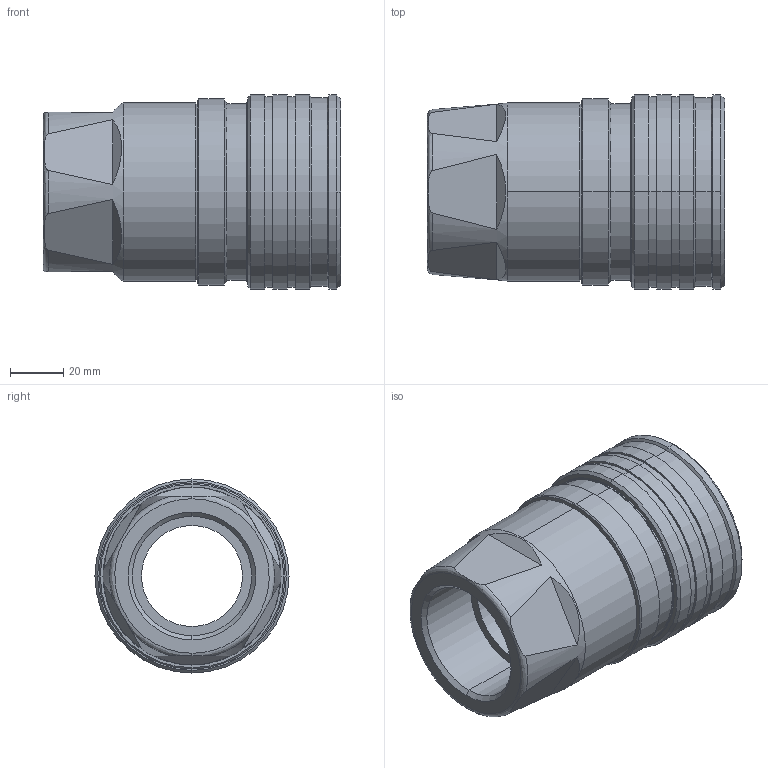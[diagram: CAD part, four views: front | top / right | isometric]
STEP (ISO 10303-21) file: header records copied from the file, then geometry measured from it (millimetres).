
FILE_DESCRIPTION (( 'STEP AP214' ), '1' );
FILE_NAME ('15010 VUV.STEP', '2015-09-04T07:43:35', ( 'admin' ), ( 'Microsoft' ), 'SwSTEP 2.0', 'SolidWorks 2009', '' );
FILE_SCHEMA (( 'AUTOMOTIVE_DESIGN' ));
Length unit declared in the file: millimetre
Products named in the file (1): 15010 VUV
Bounding box: 111.8 x 73 x 73 mm (x, y, z)
Volume: 226830.3 mm3; surface area: 49532.1 mm2
Topology: 1 solids, 1 shells, 127 faces, 276 edges, 168 vertices
Faces by surface type: cylinder 44, cone 40, plane 31, bspline 12
Entity records: 4169 total; most frequent: CARTESIAN_POINT 1058, DIRECTION 626, ORIENTED_EDGE 552, EDGE_CURVE 276, AXIS2_PLACEMENT_3D 268, VERTEX_POINT 168, CIRCLE 152, EDGE_LOOP 146
